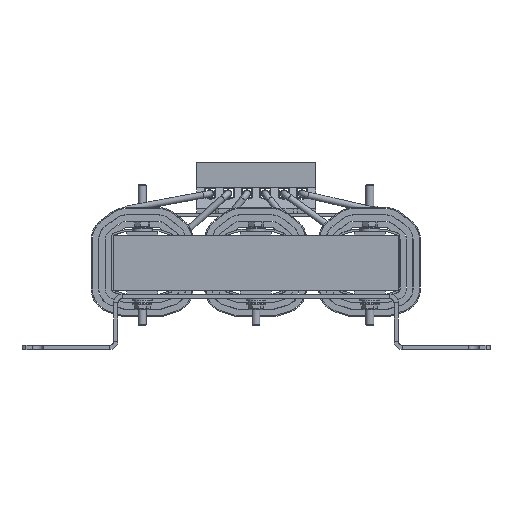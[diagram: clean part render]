
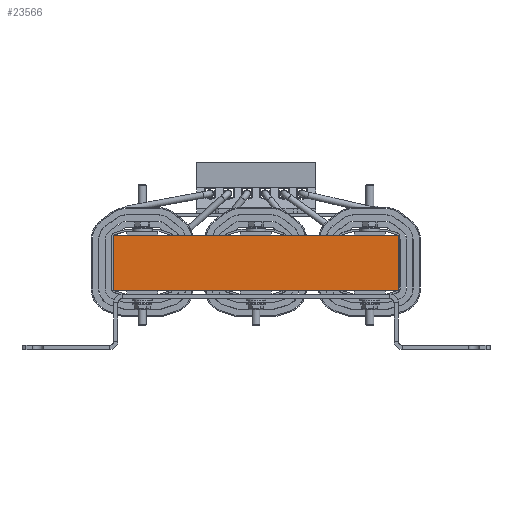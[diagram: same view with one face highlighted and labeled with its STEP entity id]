
A CAD part, front view. The second image highlights one B-rep face of the part: STEP entity #23566.
In plain terms, the highlighted planar face has unit normal (0, -1, 0).
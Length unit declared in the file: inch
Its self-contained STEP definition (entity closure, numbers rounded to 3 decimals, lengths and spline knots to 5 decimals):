
#1495=FACE_OUTER_BOUND('',#2846,.T.);
#2846=EDGE_LOOP('',(#16565,#16566,#16567,#16568));
#4608=LINE('',#34524,#7073);
#4613=LINE('',#34533,#7078);
#4617=LINE('',#34541,#7082);
#4618=LINE('',#34543,#7083);
#7073=VECTOR('',#28214,0.3937);
#7078=VECTOR('',#28221,0.3937);
#7082=VECTOR('',#28229,0.3937);
#7083=VECTOR('',#28232,0.3937);
#10072=VERTEX_POINT('',#34520);
#10074=VERTEX_POINT('',#34523);
#10076=VERTEX_POINT('',#34529);
#10079=VERTEX_POINT('',#34539);
#12527=EDGE_CURVE('',#10074,#10072,#4608,.T.);
#12532=EDGE_CURVE('',#10076,#10074,#4613,.T.);
#12536=EDGE_CURVE('',#10072,#10079,#4617,.T.);
#12537=EDGE_CURVE('',#10079,#10076,#4618,.T.);
#16565=ORIENTED_EDGE('',*,*,#12537,.T.);
#16566=ORIENTED_EDGE('',*,*,#12532,.T.);
#16567=ORIENTED_EDGE('',*,*,#12527,.T.);
#16568=ORIENTED_EDGE('',*,*,#12536,.T.);
#22411=PLANE('',#25521);
#23566=ADVANCED_FACE('',(#1495),#22411,.T.);
#25521=AXIS2_PLACEMENT_3D('',#34542,#28230,#28231);
#28214=DIRECTION('',(1.,0.,0.));
#28221=DIRECTION('',(0.,0.,-1.));
#28229=DIRECTION('',(0.,0.,1.));
#28230=DIRECTION('center_axis',(0.,-1.,0.));
#28231=DIRECTION('ref_axis',(0.,0.,-1.));
#28232=DIRECTION('',(-1.,0.,0.));
#34520=CARTESIAN_POINT('',(7.71526,-0.95864,-0.875));
#34523=CARTESIAN_POINT('',(-1.28474,-0.95864,-0.875));
#34524=CARTESIAN_POINT('',(7.71526,-0.95864,-0.875));
#34529=CARTESIAN_POINT('',(-1.28474,-0.95864,0.875));
#34533=CARTESIAN_POINT('',(-1.28474,-0.95864,0.));
#34539=CARTESIAN_POINT('',(7.71526,-0.95864,0.875));
#34541=CARTESIAN_POINT('',(7.71526,-0.95864,0.));
#34542=CARTESIAN_POINT('Origin',(7.71526,-0.95864,0.));
#34543=CARTESIAN_POINT('',(7.71526,-0.95864,0.875));
